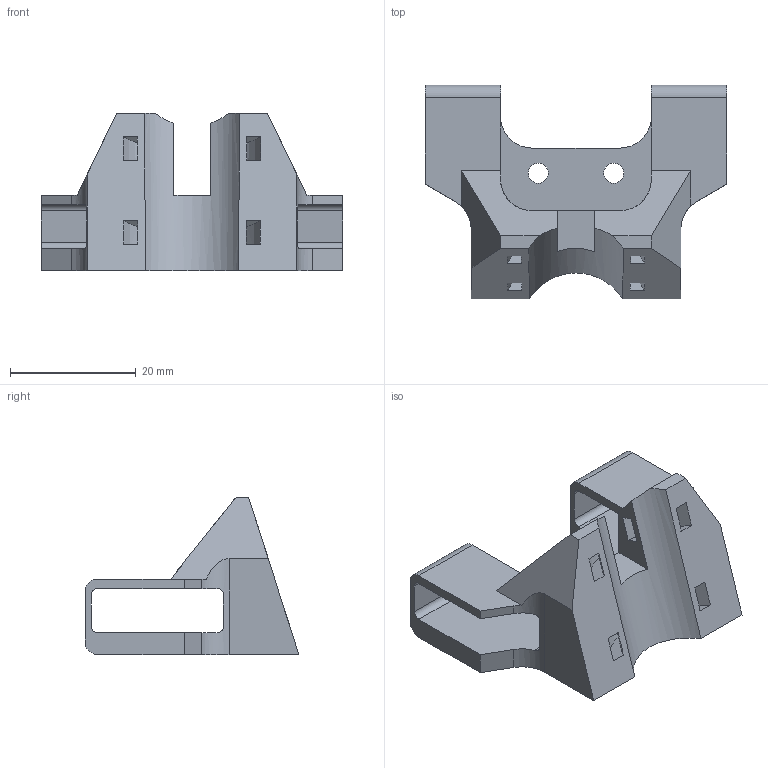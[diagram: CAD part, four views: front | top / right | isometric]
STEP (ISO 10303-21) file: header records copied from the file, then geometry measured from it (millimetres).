
FILE_DESCRIPTION(('FreeCAD Model'),'2;1');
FILE_NAME('x-carriage-wire-fastener-x1.step', '2021-08-01T12:41:01',('Author'),(''), 'Open CASCADE STEP processor 7.3','FreeCAD','Unknown');
FILE_SCHEMA(('AUTOMOTIVE_DESIGN { 1 0 10303 214 1 1 1 1 }'));
Length unit declared in the file: millimetre
Products named in the file (1): mini-extruder-wire-fastener
Bounding box: 48 x 34 x 25 mm (x, y, z)
Volume: 9178.9 mm3; surface area: 6203.9 mm2
Topology: 1 solids, 1 shells, 64 faces, 198 edges, 132 vertices
Faces by surface type: plane 39, cylinder 25
Full cylindrical faces by diameter (mm): 3.2 x2
Entity records: 5518 total; most frequent: CARTESIAN_POINT 1383, DIRECTION 614, ORIENTED_EDGE 396, PCURVE 396, DEFINITIONAL_REPRESENTATION 396, LINE 298, VECTOR 298, EDGE_CURVE 198
